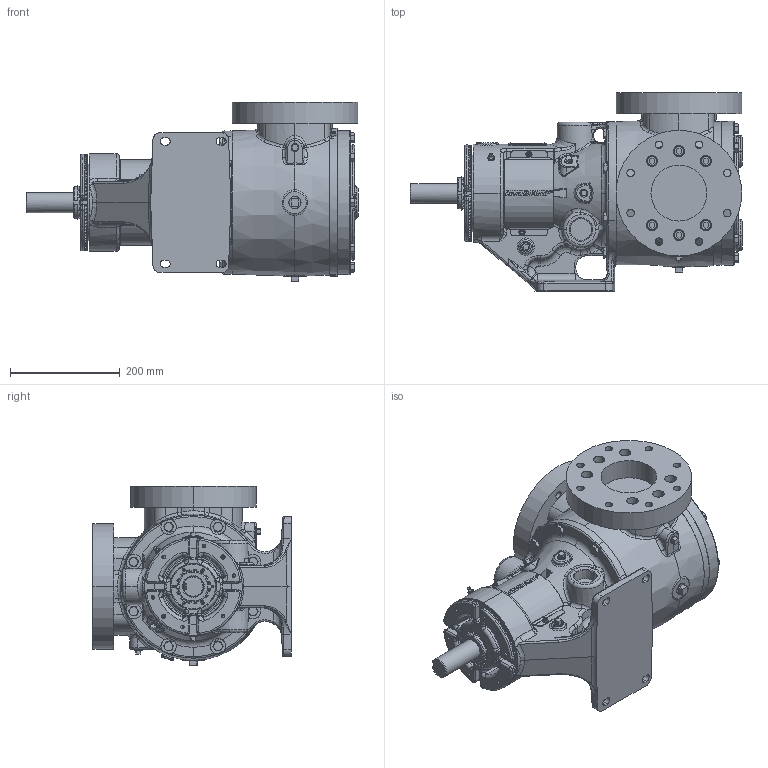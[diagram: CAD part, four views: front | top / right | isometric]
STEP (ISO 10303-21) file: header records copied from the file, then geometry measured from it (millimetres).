
FILE_DESCRIPTION (( 'STEP AP214' ), '1' );
FILE_NAME ('LV-4566.STEP', '2024-04-17T13:07:51', ( '' ), ( '' ), 'SwSTEP 2.0', 'SolidWorks 2022', '' );
FILE_SCHEMA (( 'AUTOMOTIVE_DESIGN' ));
Length unit declared in the file: inch
Products named in the file (1): LV-4566
Bounding box: 603.64 x 360.36 x 326.71 mm (x, y, z)
Volume: 22063387.3 mm3; surface area: 1022294.8 mm2
Topology: 1 solids, 13 shells, 4498 faces, 11510 edges, 7223 vertices
Faces by surface type: plane 1536, bspline 1281, cylinder 902, cone 626, torus 99, sphere 54
Entity records: 257213 total; most frequent: CARTESIAN_POINT 99728, ORIENTED_EDGE 22862, DIRECTION 17120, EDGE_CURVE 11431, VERTEX_POINT 7220, AXIS2_PLACEMENT_3D 6273, EDGE_LOOP 4837, VECTOR 4574
